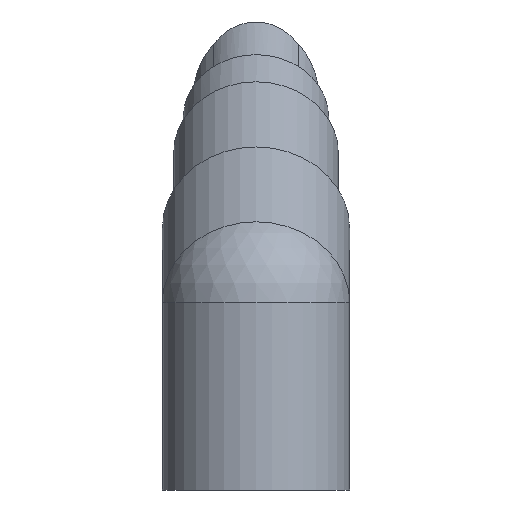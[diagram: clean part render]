
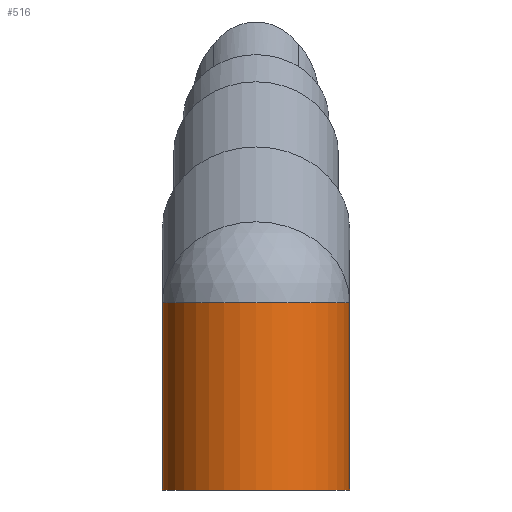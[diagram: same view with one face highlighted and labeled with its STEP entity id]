
A CAD part, front view. The second image highlights one B-rep face of the part: STEP entity #516.
In plain terms, the highlighted cylindrical face has radius 25 mm (diameter 50 mm), a full revolution.
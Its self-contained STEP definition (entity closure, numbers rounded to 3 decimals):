
#48=CIRCLE('',#590,25.);
#53=CIRCLE('',#604,25.);
#75=LINE('',#1013,#97);
#97=VECTOR('',#775,25.);
#110=CYLINDRICAL_SURFACE('',#603,25.);
#146=FACE_OUTER_BOUND('',#182,.T.);
#182=EDGE_LOOP('',(#466,#467,#468,#469,#470));
#203=ELLIPSE('',#601,28.868,25.);
#248=VERTEX_POINT('',#993);
#249=VERTEX_POINT('',#994);
#250=VERTEX_POINT('',#1011);
#315=EDGE_CURVE('',#248,#249,#48,.T.);
#321=EDGE_CURVE('',#248,#249,#203,.T.);
#323=EDGE_CURVE('',#250,#250,#53,.T.);
#324=EDGE_CURVE('',#250,#248,#75,.T.);
#466=ORIENTED_EDGE('',*,*,#323,.F.);
#467=ORIENTED_EDGE('',*,*,#324,.T.);
#468=ORIENTED_EDGE('',*,*,#321,.T.);
#469=ORIENTED_EDGE('',*,*,#315,.F.);
#470=ORIENTED_EDGE('',*,*,#324,.F.);
#516=ADVANCED_FACE('',(#146),#110,.T.);
#590=AXIS2_PLACEMENT_3D('',#995,#743,#744);
#601=AXIS2_PLACEMENT_3D('',#1007,#766,#767);
#603=AXIS2_PLACEMENT_3D('',#1010,#771,#772);
#604=AXIS2_PLACEMENT_3D('',#1012,#773,#774);
#743=DIRECTION('center_axis',(0.,0.,1.));
#744=DIRECTION('ref_axis',(1.,0.,0.));
#766=DIRECTION('center_axis',(0.,-0.5,-0.866));
#767=DIRECTION('ref_axis',(0.,0.866,-0.5));
#771=DIRECTION('center_axis',(0.,0.,-1.));
#772=DIRECTION('ref_axis',(1.,0.,0.));
#773=DIRECTION('center_axis',(0.,0.,-1.));
#774=DIRECTION('ref_axis',(1.,0.,0.));
#775=DIRECTION('',(0.,0.,1.));
#993=CARTESIAN_POINT('',(-25.,0.,0.));
#994=CARTESIAN_POINT('',(25.,0.,0.));
#995=CARTESIAN_POINT('Origin',(0.,0.,0.));
#1007=CARTESIAN_POINT('Origin',(0.,0.,0.));
#1010=CARTESIAN_POINT('Origin',(0.,0.,0.));
#1011=CARTESIAN_POINT('',(-25.,0.,-50.));
#1012=CARTESIAN_POINT('Origin',(0.,0.,-50.));
#1013=CARTESIAN_POINT('',(-25.,0.,0.));
